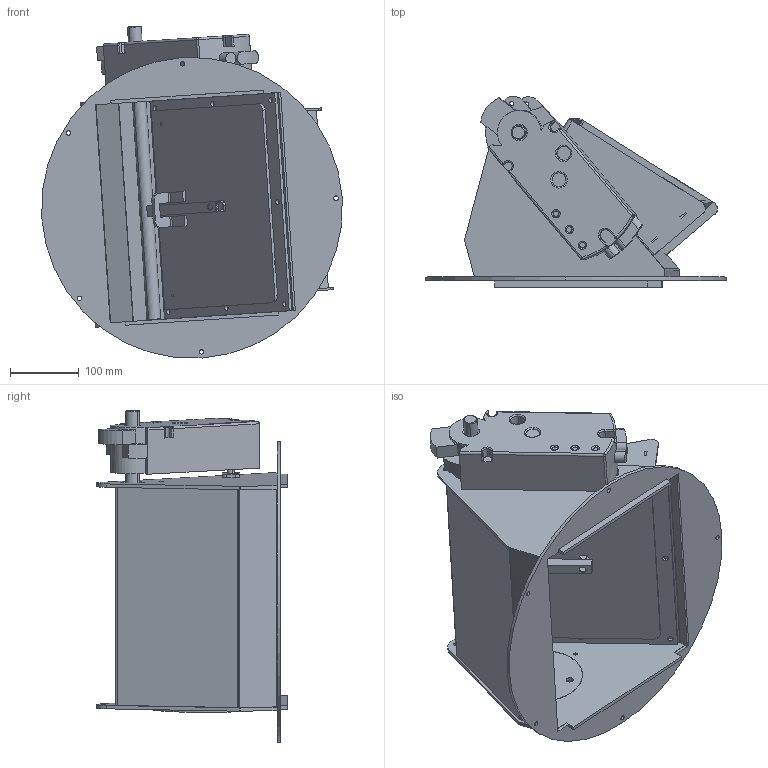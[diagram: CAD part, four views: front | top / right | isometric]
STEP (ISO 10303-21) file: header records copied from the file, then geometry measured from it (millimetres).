
FILE_DESCRIPTION (( 'STEP AP203' ), '1' );
FILE_NAME ('KLAPA.STEP', '2021-02-10T12:25:57', ( '' ), ( '' ), 'SwSTEP 2.0', 'SolidWorks 2020', '' );
FILE_SCHEMA (( 'CONFIG_CONTROL_DESIGN' ));
Length unit declared in the file: millimetre
Products named in the file (1): KLAPA
Bounding box: 437.03 x 277.48 x 483.09 mm (x, y, z)
Volume: 3674754.4 mm3; surface area: 1203593 mm2
Topology: 21 solids, 21 shells, 652 faces, 1629 edges, 1036 vertices
Faces by surface type: plane 363, cylinder 202, torus 51, cone 20, sphere 10, bspline 6
Entity records: 20679 total; most frequent: CARTESIAN_POINT 4528, DIRECTION 3459, ORIENTED_EDGE 3250, EDGE_CURVE 1625, AXIS2_PLACEMENT_3D 1269, VERTEX_POINT 1036, VECTOR 921, LINE 921
